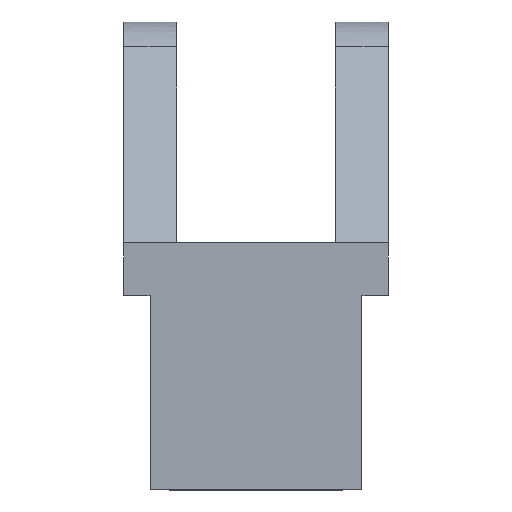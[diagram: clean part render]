
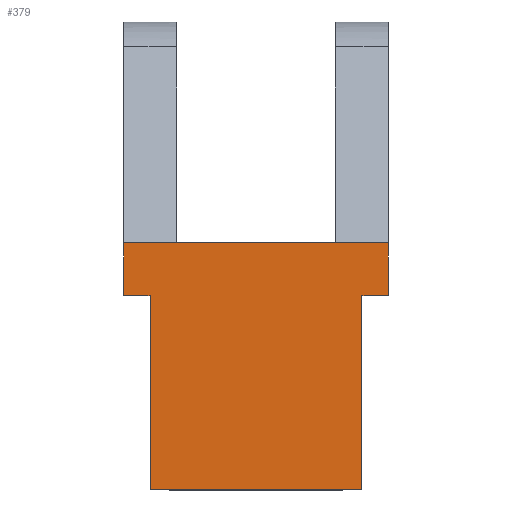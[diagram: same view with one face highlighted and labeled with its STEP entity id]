
A CAD part, left-side view. The second image highlights one B-rep face of the part: STEP entity #379.
In plain terms, the highlighted free-form (B-spline) face has degree [1, 1] with [2, 2] control points.
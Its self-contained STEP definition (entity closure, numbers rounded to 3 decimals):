
#379 = ADVANCED_FACE('',(#380),#438,.T.);
#380 = FACE_BOUND('',#381,.T.);
#381 = EDGE_LOOP('',(#382,#391,#398,#405,#412,#419,#426,#433));
#382 = ORIENTED_EDGE('',*,*,#383,.T.);
#383 = EDGE_CURVE('',#384,#386,#388,.T.);
#384 = VERTEX_POINT('',#385);
#385 = CARTESIAN_POINT('',(-49.178,18.442,7.377)
  );
#386 = VERTEX_POINT('',#387);
#387 = CARTESIAN_POINT('',(-49.178,18.442,0.));
#388 = B_SPLINE_CURVE_WITH_KNOTS('',1,(#389,#390),.UNSPECIFIED.,.F.,.F.,
  (2,2),(0.,6.),.PIECEWISE_BEZIER_KNOTS.);
#389 = CARTESIAN_POINT('',(-49.178,18.442,7.377)
  );
#390 = CARTESIAN_POINT('',(-49.178,18.442,0.));
#391 = ORIENTED_EDGE('',*,*,#392,.T.);
#392 = EDGE_CURVE('',#386,#393,#395,.T.);
#393 = VERTEX_POINT('',#394);
#394 = CARTESIAN_POINT('',(-49.178,14.753,
    0.));
#395 = B_SPLINE_CURVE_WITH_KNOTS('',1,(#396,#397),.UNSPECIFIED.,.F.,.F.,
  (2,2),(0.,3.),.PIECEWISE_BEZIER_KNOTS.);
#396 = CARTESIAN_POINT('',(-49.178,18.442,0.));
#397 = CARTESIAN_POINT('',(-49.178,14.753,0.));
#398 = ORIENTED_EDGE('',*,*,#399,.T.);
#399 = EDGE_CURVE('',#393,#400,#402,.T.);
#400 = VERTEX_POINT('',#401);
#401 = CARTESIAN_POINT('',(-49.178,14.753,
    -27.048));
#402 = B_SPLINE_CURVE_WITH_KNOTS('',1,(#403,#404),.UNSPECIFIED.,.F.,.F.,
  (2,2),(0.,22.),.PIECEWISE_BEZIER_KNOTS.);
#403 = CARTESIAN_POINT('',(-49.178,14.753,
    0.));
#404 = CARTESIAN_POINT('',(-49.178,14.753,
    -27.048));
#405 = ORIENTED_EDGE('',*,*,#406,.T.);
#406 = EDGE_CURVE('',#400,#407,#409,.T.);
#407 = VERTEX_POINT('',#408);
#408 = CARTESIAN_POINT('',(-49.178,-14.753,
    -27.048));
#409 = B_SPLINE_CURVE_WITH_KNOTS('',1,(#410,#411),.UNSPECIFIED.,.F.,.F.,
  (2,2),(0.,24.),.PIECEWISE_BEZIER_KNOTS.);
#410 = CARTESIAN_POINT('',(-49.178,14.753,
    -27.048));
#411 = CARTESIAN_POINT('',(-49.178,-14.753,
    -27.048));
#412 = ORIENTED_EDGE('',*,*,#413,.T.);
#413 = EDGE_CURVE('',#407,#414,#416,.T.);
#414 = VERTEX_POINT('',#415);
#415 = CARTESIAN_POINT('',(-49.178,-14.753,
    0.));
#416 = B_SPLINE_CURVE_WITH_KNOTS('',1,(#417,#418),.UNSPECIFIED.,.F.,.F.,
  (2,2),(0.,22.),.PIECEWISE_BEZIER_KNOTS.);
#417 = CARTESIAN_POINT('',(-49.178,-14.753,
    -27.048));
#418 = CARTESIAN_POINT('',(-49.178,-14.753,
    0.));
#419 = ORIENTED_EDGE('',*,*,#420,.T.);
#420 = EDGE_CURVE('',#414,#421,#423,.T.);
#421 = VERTEX_POINT('',#422);
#422 = CARTESIAN_POINT('',(-49.178,-18.442,0.));
#423 = B_SPLINE_CURVE_WITH_KNOTS('',1,(#424,#425),.UNSPECIFIED.,.F.,.F.,
  (2,2),(0.,3.),.PIECEWISE_BEZIER_KNOTS.);
#424 = CARTESIAN_POINT('',(-49.178,-14.753,0.));
#425 = CARTESIAN_POINT('',(-49.178,-18.442,0.));
#426 = ORIENTED_EDGE('',*,*,#427,.T.);
#427 = EDGE_CURVE('',#421,#428,#430,.T.);
#428 = VERTEX_POINT('',#429);
#429 = CARTESIAN_POINT('',(-49.178,-18.442,7.377)
  );
#430 = B_SPLINE_CURVE_WITH_KNOTS('',1,(#431,#432),.UNSPECIFIED.,.F.,.F.,
  (2,2),(0.,6.),.PIECEWISE_BEZIER_KNOTS.);
#431 = CARTESIAN_POINT('',(-49.178,-18.442,0.));
#432 = CARTESIAN_POINT('',(-49.178,-18.442,7.377)
  );
#433 = ORIENTED_EDGE('',*,*,#434,.T.);
#434 = EDGE_CURVE('',#428,#384,#435,.T.);
#435 = B_SPLINE_CURVE_WITH_KNOTS('',1,(#436,#437),.UNSPECIFIED.,.F.,.F.,
  (2,2),(0.,30.),.PIECEWISE_BEZIER_KNOTS.);
#436 = CARTESIAN_POINT('',(-49.178,-18.442,7.377)
  );
#437 = CARTESIAN_POINT('',(-49.178,18.442,7.377)
  );
#438 = B_SPLINE_SURFACE_WITH_KNOTS('',1,1,(
    (#439,#440)
    ,(#441,#442
    )),.UNSPECIFIED.,.F.,.F.,.F.,(2,2),(2,2),(-6.,22.),(-15.,15.),
  .PIECEWISE_BEZIER_KNOTS.);
#439 = CARTESIAN_POINT('',(-49.178,18.442,7.377)
  );
#440 = CARTESIAN_POINT('',(-49.178,-18.442,7.377)
  );
#441 = CARTESIAN_POINT('',(-49.178,18.442,
    -27.048));
#442 = CARTESIAN_POINT('',(-49.178,-18.442,
    -27.048));
